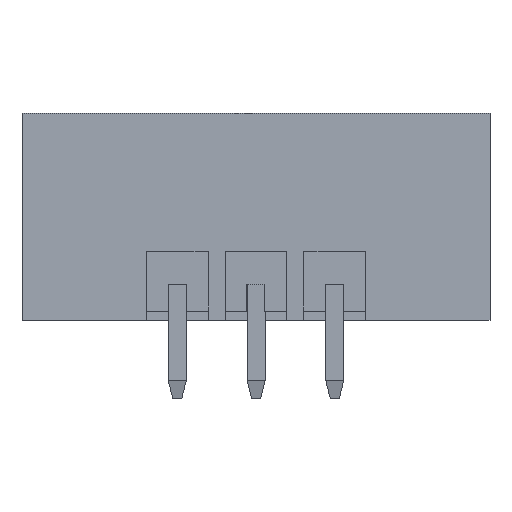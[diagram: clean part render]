
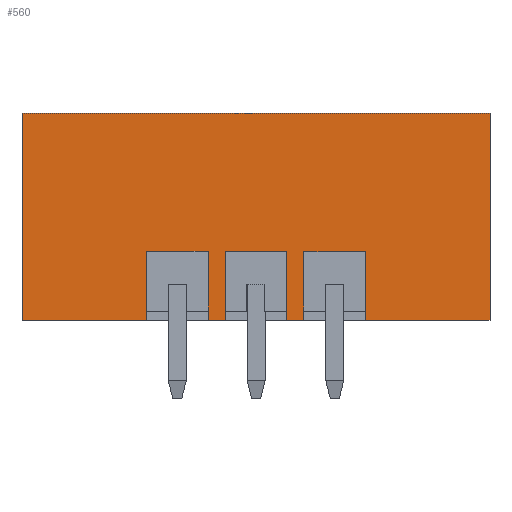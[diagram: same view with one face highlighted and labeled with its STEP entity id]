
A CAD part, front view. The second image highlights one B-rep face of the part: STEP entity #560.
In plain terms, the highlighted planar face has unit normal (0, -1, 0).
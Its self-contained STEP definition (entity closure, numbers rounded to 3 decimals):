
#560 = ADVANCED_FACE( '', ( #1116 ), #1117, .F. );
#1116 = FACE_OUTER_BOUND( '', #1680, .T. );
#1117 = PLANE( '', #1681 );
#1680 = EDGE_LOOP( '', ( #3080, #3081, #3082, #3083, #3084, #3085, #3086, #3087, #3088, #3089, #3090, #3091, #3092, #3093, #3094, #3095 ) );
#1681 = AXIS2_PLACEMENT_3D( '', #3096, #3097, #3098 );
#3080 = ORIENTED_EDGE( '', *, *, #3550, .F. );
#3081 = ORIENTED_EDGE( '', *, *, #3552, .T. );
#3082 = ORIENTED_EDGE( '', *, *, #3806, .F. );
#3083 = ORIENTED_EDGE( '', *, *, #3995, .F. );
#3084 = ORIENTED_EDGE( '', *, *, #3693, .F. );
#3085 = ORIENTED_EDGE( '', *, *, #3996, .T. );
#3086 = ORIENTED_EDGE( '', *, *, #3816, .F. );
#3087 = ORIENTED_EDGE( '', *, *, #3997, .F. );
#3088 = ORIENTED_EDGE( '', *, *, #3998, .F. );
#3089 = ORIENTED_EDGE( '', *, *, #3966, .T. );
#3090 = ORIENTED_EDGE( '', *, *, #3812, .F. );
#3091 = ORIENTED_EDGE( '', *, *, #3533, .F. );
#3092 = ORIENTED_EDGE( '', *, *, #3434, .T. );
#3093 = ORIENTED_EDGE( '', *, *, #3933, .T. );
#3094 = ORIENTED_EDGE( '', *, *, #3807, .F. );
#3095 = ORIENTED_EDGE( '', *, *, #3484, .F. );
#3096 = CARTESIAN_POINT( '', ( 10.4, -3.6, 4.6 ) );
#3097 = DIRECTION( '', ( 0., 1., 0. ) );
#3098 = DIRECTION( '', ( 0., 0., 1. ) );
#3434 = EDGE_CURVE( '', #4087, #4085, #4088, .T. );
#3484 = EDGE_CURVE( '', #4180, #4182, #4183, .T. );
#3533 = EDGE_CURVE( '', #4087, #4264, #4265, .T. );
#3550 = EDGE_CURVE( '', #4291, #4180, #4293, .F. );
#3552 = EDGE_CURVE( '', #4291, #4295, #4296, .T. );
#3693 = EDGE_CURVE( '', #4513, #4515, #4516, .F. );
#3806 = EDGE_CURVE( '', #4687, #4295, #4688, .T. );
#3807 = EDGE_CURVE( '', #4182, #4689, #4690, .T. );
#3812 = EDGE_CURVE( '', #4264, #4697, #4698, .T. );
#3816 = EDGE_CURVE( '', #4703, #4705, #4706, .T. );
#3933 = EDGE_CURVE( '', #4085, #4689, #4859, .T. );
#3966 = EDGE_CURVE( '', #4902, #4697, #4903, .T. );
#3995 = EDGE_CURVE( '', #4515, #4687, #4933, .T. );
#3996 = EDGE_CURVE( '', #4513, #4705, #4934, .T. );
#3997 = EDGE_CURVE( '', #4935, #4703, #4936, .T. );
#3998 = EDGE_CURVE( '', #4902, #4935, #4937, .F. );
#4085 = VERTEX_POINT( '', #5041 );
#4087 = VERTEX_POINT( '', #5044 );
#4088 = LINE( '', #5045, #5046 );
#4180 = VERTEX_POINT( '', #5179 );
#4182 = VERTEX_POINT( '', #5182 );
#4183 = LINE( '', #5183, #5184 );
#4264 = VERTEX_POINT( '', #5303 );
#4265 = LINE( '', #5304, #5305 );
#4291 = VERTEX_POINT( '', #5343 );
#4293 = LINE( '', #5346, #5347 );
#4295 = VERTEX_POINT( '', #5349 );
#4296 = LINE( '', #5350, #5351 );
#4513 = VERTEX_POINT( '', #5713 );
#4515 = VERTEX_POINT( '', #5716 );
#4516 = LINE( '', #5717, #5718 );
#4687 = VERTEX_POINT( '', #6112 );
#4688 = LINE( '', #6113, #6114 );
#4689 = VERTEX_POINT( '', #6115 );
#4690 = LINE( '', #6116, #6117 );
#4697 = VERTEX_POINT( '', #6128 );
#4698 = LINE( '', #6129, #6130 );
#4703 = VERTEX_POINT( '', #6137 );
#4705 = VERTEX_POINT( '', #6140 );
#4706 = LINE( '', #6141, #6142 );
#4859 = LINE( '', #6426, #6427 );
#4902 = VERTEX_POINT( '', #6489 );
#4903 = LINE( '', #6490, #6491 );
#4933 = LINE( '', #6534, #6535 );
#4934 = LINE( '', #6536, #6537 );
#4935 = VERTEX_POINT( '', #6538 );
#4936 = LINE( '', #6539, #6540 );
#4937 = LINE( '', #6541, #6542 );
#5041 = CARTESIAN_POINT( '', ( -10.4, -3.6, 4.6 ) );
#5044 = CARTESIAN_POINT( '', ( 10.4, -3.6, 4.6 ) );
#5045 = CARTESIAN_POINT( '', ( 10.4, -3.6, 4.6 ) );
#5046 = VECTOR( '', #6626, 1000. );
#5179 = CARTESIAN_POINT( '', ( -4.875, -3.6, -1.55 ) );
#5182 = CARTESIAN_POINT( '', ( -4.875, -3.6, -4.6 ) );
#5183 = CARTESIAN_POINT( '', ( -4.875, -3.6, -1.55 ) );
#5184 = VECTOR( '', #6678, 1000. );
#5303 = CARTESIAN_POINT( '', ( 10.4, -3.6, -4.6 ) );
#5304 = CARTESIAN_POINT( '', ( 10.4, -3.6, 4.6 ) );
#5305 = VECTOR( '', #6717, 1000. );
#5343 = CARTESIAN_POINT( '', ( -2.125, -3.6, -1.55 ) );
#5346 = CARTESIAN_POINT( '', ( -4.875, -3.6, -1.55 ) );
#5347 = VECTOR( '', #6731, 1000. );
#5349 = CARTESIAN_POINT( '', ( -2.125, -3.6, -4.6 ) );
#5350 = CARTESIAN_POINT( '', ( -2.125, -3.6, -1.55 ) );
#5351 = VECTOR( '', #6732, 1000. );
#5713 = CARTESIAN_POINT( '', ( 1.375, -3.6, -1.55 ) );
#5716 = CARTESIAN_POINT( '', ( -1.375, -3.6, -1.55 ) );
#5717 = CARTESIAN_POINT( '', ( -1.375, -3.6, -1.55 ) );
#5718 = VECTOR( '', #6843, 1000. );
#6112 = CARTESIAN_POINT( '', ( -1.375, -3.6, -4.6 ) );
#6113 = CARTESIAN_POINT( '', ( 10.4, -3.6, -4.6 ) );
#6114 = VECTOR( '', #6935, 1000. );
#6115 = CARTESIAN_POINT( '', ( -10.4, -3.6, -4.6 ) );
#6116 = CARTESIAN_POINT( '', ( 10.4, -3.6, -4.6 ) );
#6117 = VECTOR( '', #6936, 1000. );
#6128 = CARTESIAN_POINT( '', ( 4.875, -3.6, -4.6 ) );
#6129 = CARTESIAN_POINT( '', ( 10.4, -3.6, -4.6 ) );
#6130 = VECTOR( '', #6941, 1000. );
#6137 = CARTESIAN_POINT( '', ( 2.125, -3.6, -4.6 ) );
#6140 = CARTESIAN_POINT( '', ( 1.375, -3.6, -4.6 ) );
#6141 = CARTESIAN_POINT( '', ( 10.4, -3.6, -4.6 ) );
#6142 = VECTOR( '', #6945, 1000. );
#6426 = CARTESIAN_POINT( '', ( -10.4, -3.6, 4.6 ) );
#6427 = VECTOR( '', #7035, 1000. );
#6489 = CARTESIAN_POINT( '', ( 4.875, -3.6, -1.55 ) );
#6490 = CARTESIAN_POINT( '', ( 4.875, -3.6, -1.55 ) );
#6491 = VECTOR( '', #7061, 1000. );
#6534 = CARTESIAN_POINT( '', ( -1.375, -3.6, -1.55 ) );
#6535 = VECTOR( '', #7078, 1000. );
#6536 = CARTESIAN_POINT( '', ( 1.375, -3.6, -1.55 ) );
#6537 = VECTOR( '', #7079, 1000. );
#6538 = CARTESIAN_POINT( '', ( 2.125, -3.6, -1.55 ) );
#6539 = CARTESIAN_POINT( '', ( 2.125, -3.6, -1.55 ) );
#6540 = VECTOR( '', #7080, 1000. );
#6541 = CARTESIAN_POINT( '', ( 2.125, -3.6, -1.55 ) );
#6542 = VECTOR( '', #7081, 1000. );
#6626 = DIRECTION( '', ( -1., 0., 0. ) );
#6678 = DIRECTION( '', ( 0., 0., -1. ) );
#6717 = DIRECTION( '', ( 0., 0., -1. ) );
#6731 = DIRECTION( '', ( 1., 0., 0. ) );
#6732 = DIRECTION( '', ( 0., 0., -1. ) );
#6843 = DIRECTION( '', ( 1., 0., 0. ) );
#6935 = DIRECTION( '', ( -1., 0., 0. ) );
#6936 = DIRECTION( '', ( -1., 0., 0. ) );
#6941 = DIRECTION( '', ( -1., 0., 0. ) );
#6945 = DIRECTION( '', ( -1., 0., 0. ) );
#7035 = DIRECTION( '', ( 0., 0., -1. ) );
#7061 = DIRECTION( '', ( 0., 0., -1. ) );
#7078 = DIRECTION( '', ( 0., 0., -1. ) );
#7079 = DIRECTION( '', ( 0., 0., -1. ) );
#7080 = DIRECTION( '', ( 0., 0., -1. ) );
#7081 = DIRECTION( '', ( 1., 0., 0. ) );
